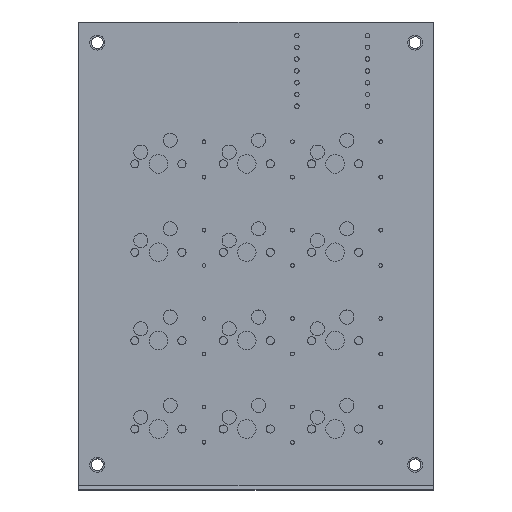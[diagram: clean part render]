
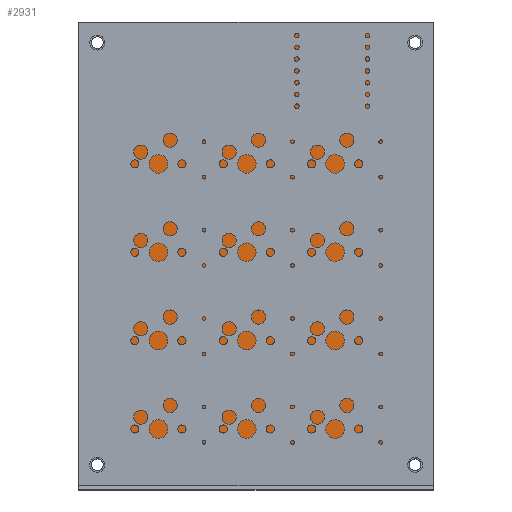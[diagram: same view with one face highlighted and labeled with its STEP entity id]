
A CAD part, top view. The second image highlights one B-rep face of the part: STEP entity #2931.
In plain terms, the highlighted planar face has unit normal (0, 0, 1).
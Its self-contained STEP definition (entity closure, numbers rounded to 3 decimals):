
#350=FACE_BOUND('',#1078,.T.);
#351=FACE_BOUND('',#1079,.T.);
#352=FACE_BOUND('',#1080,.T.);
#353=FACE_BOUND('',#1081,.T.);
#354=FACE_BOUND('',#1082,.T.);
#355=FACE_BOUND('',#1083,.T.);
#356=FACE_BOUND('',#1084,.T.);
#357=FACE_BOUND('',#1085,.T.);
#358=FACE_BOUND('',#1086,.T.);
#580=CIRCLE('',#3299,2.);
#581=CIRCLE('',#3301,2.);
#582=CIRCLE('',#3303,2.5);
#583=CIRCLE('',#3305,2.5);
#584=CIRCLE('',#3307,2.5);
#585=CIRCLE('',#3309,2.);
#586=CIRCLE('',#3311,2.5);
#587=CIRCLE('',#3313,2.);
#588=CIRCLE('',#3316,2.5);
#726=FACE_OUTER_BOUND('',#1077,.T.);
#1077=EDGE_LOOP('',(#2753,#2754,#2755,#2756));
#1078=EDGE_LOOP('',(#2757));
#1079=EDGE_LOOP('',(#2758));
#1080=EDGE_LOOP('',(#2759));
#1081=EDGE_LOOP('',(#2760));
#1082=EDGE_LOOP('',(#2761));
#1083=EDGE_LOOP('',(#2762));
#1084=EDGE_LOOP('',(#2763));
#1085=EDGE_LOOP('',(#2764));
#1086=EDGE_LOOP('',(#2765));
#1216=LINE('',#4889,#1364);
#1218=LINE('',#4893,#1366);
#1220=LINE('',#4897,#1368);
#1234=LINE('',#4976,#1382);
#1364=VECTOR('',#4091,10.);
#1366=VECTOR('',#4095,10.);
#1368=VECTOR('',#4099,10.);
#1382=VECTOR('',#4201,10.);
#1609=VERTEX_POINT('',#4883);
#1611=VERTEX_POINT('',#4887);
#1612=VERTEX_POINT('',#4892);
#1613=VERTEX_POINT('',#4896);
#1627=VERTEX_POINT('',#4944);
#1628=VERTEX_POINT('',#4948);
#1629=VERTEX_POINT('',#4952);
#1630=VERTEX_POINT('',#4956);
#1631=VERTEX_POINT('',#4960);
#1632=VERTEX_POINT('',#4964);
#1633=VERTEX_POINT('',#4968);
#1634=VERTEX_POINT('',#4972);
#1635=VERTEX_POINT('',#4978);
#1972=EDGE_CURVE('',#1609,#1611,#1216,.T.);
#1974=EDGE_CURVE('',#1612,#1609,#1218,.T.);
#1976=EDGE_CURVE('',#1613,#1612,#1220,.T.);
#1996=EDGE_CURVE('',#1627,#1627,#580,.T.);
#1998=EDGE_CURVE('',#1628,#1628,#581,.T.);
#1999=EDGE_CURVE('',#1629,#1629,#582,.T.);
#2001=EDGE_CURVE('',#1630,#1630,#583,.T.);
#2003=EDGE_CURVE('',#1631,#1631,#584,.T.);
#2006=EDGE_CURVE('',#1632,#1632,#585,.T.);
#2007=EDGE_CURVE('',#1633,#1633,#586,.T.);
#2010=EDGE_CURVE('',#1634,#1634,#587,.T.);
#2011=EDGE_CURVE('',#1611,#1613,#1234,.T.);
#2012=EDGE_CURVE('',#1635,#1635,#588,.T.);
#2753=ORIENTED_EDGE('',*,*,#1974,.T.);
#2754=ORIENTED_EDGE('',*,*,#1972,.T.);
#2755=ORIENTED_EDGE('',*,*,#2011,.T.);
#2756=ORIENTED_EDGE('',*,*,#1976,.T.);
#2757=ORIENTED_EDGE('',*,*,#2010,.T.);
#2758=ORIENTED_EDGE('',*,*,#2007,.T.);
#2759=ORIENTED_EDGE('',*,*,#2006,.T.);
#2760=ORIENTED_EDGE('',*,*,#2003,.T.);
#2761=ORIENTED_EDGE('',*,*,#2012,.T.);
#2762=ORIENTED_EDGE('',*,*,#2001,.T.);
#2763=ORIENTED_EDGE('',*,*,#1999,.T.);
#2764=ORIENTED_EDGE('',*,*,#1998,.T.);
#2765=ORIENTED_EDGE('',*,*,#1996,.T.);
#2793=PLANE('',#3315);
#2931=ADVANCED_FACE('',(#726,#350,#351,#352,#353,#354,#355,#356,#357,#358),
#2793,.F.);
#3299=AXIS2_PLACEMENT_3D('',#4946,#4162,#4163);
#3301=AXIS2_PLACEMENT_3D('',#4950,#4167,#4168);
#3303=AXIS2_PLACEMENT_3D('',#4953,#4171,#4172);
#3305=AXIS2_PLACEMENT_3D('',#4957,#4176,#4177);
#3307=AXIS2_PLACEMENT_3D('',#4961,#4181,#4182);
#3309=AXIS2_PLACEMENT_3D('',#4966,#4187,#4188);
#3311=AXIS2_PLACEMENT_3D('',#4969,#4191,#4192);
#3313=AXIS2_PLACEMENT_3D('',#4974,#4197,#4198);
#3315=AXIS2_PLACEMENT_3D('',#4977,#4202,#4203);
#3316=AXIS2_PLACEMENT_3D('',#4979,#4204,#4205);
#4091=DIRECTION('',(0.,1.,0.));
#4095=DIRECTION('',(1.,0.,0.));
#4099=DIRECTION('',(0.,-1.,0.));
#4162=DIRECTION('center_axis',(0.,0.,
-1.));
#4163=DIRECTION('ref_axis',(1.,0.,0.));
#4167=DIRECTION('center_axis',(0.,0.,
-1.));
#4168=DIRECTION('ref_axis',(1.,0.,0.));
#4171=DIRECTION('center_axis',(0.,0.,
-1.));
#4172=DIRECTION('ref_axis',(0.,1.,0.));
#4176=DIRECTION('center_axis',(0.,0.,
-1.));
#4177=DIRECTION('ref_axis',(0.,1.,0.));
#4181=DIRECTION('center_axis',(0.,0.,
-1.));
#4182=DIRECTION('ref_axis',(0.,1.,0.));
#4187=DIRECTION('center_axis',(0.,0.,
-1.));
#4188=DIRECTION('ref_axis',(1.,0.,0.));
#4191=DIRECTION('center_axis',(0.,0.,
-1.));
#4192=DIRECTION('ref_axis',(0.,1.,0.));
#4197=DIRECTION('center_axis',(0.,0.,
-1.));
#4198=DIRECTION('ref_axis',(1.,0.,0.));
#4201=DIRECTION('',(-1.,0.,0.));
#4202=DIRECTION('center_axis',(0.,0.,
-1.));
#4203=DIRECTION('ref_axis',(0.,-1.,0.));
#4204=DIRECTION('center_axis',(0.,0.,
-1.));
#4205=DIRECTION('ref_axis',(0.,1.,0.));
#4883=CARTESIAN_POINT('',(149.438,-127.849,-0.272));
#4887=CARTESIAN_POINT('',(149.438,-27.849,-0.272));
#4889=CARTESIAN_POINT('',(149.438,-77.849,-0.272));
#4892=CARTESIAN_POINT('',(73.,-127.849,-0.272));
#4893=CARTESIAN_POINT('',(111.219,-127.849,-0.272));
#4896=CARTESIAN_POINT('',(73.,-27.849,-0.272));
#4897=CARTESIAN_POINT('',(73.,-77.849,-0.272));
#4944=CARTESIAN_POINT('',(143.5,-32.287,-0.272));
#4946=CARTESIAN_POINT('Origin',(145.5,-32.287,-0.272));
#4948=CARTESIAN_POINT('',(75.,-123.287,-0.272));
#4950=CARTESIAN_POINT('Origin',(77.,-123.287,-0.272));
#4952=CARTESIAN_POINT('',(127.,-40.787,-0.272));
#4953=CARTESIAN_POINT('Origin',(127.,-38.287,-0.272));
#4956=CARTESIAN_POINT('',(97.,-106.787,-0.272));
#4957=CARTESIAN_POINT('Origin',(97.,-104.287,-0.272));
#4960=CARTESIAN_POINT('',(97.,-87.787,-0.272));
#4961=CARTESIAN_POINT('Origin',(97.,-85.287,-0.272));
#4964=CARTESIAN_POINT('',(143.5,-123.287,-0.272));
#4966=CARTESIAN_POINT('Origin',(145.5,-123.287,-0.272));
#4968=CARTESIAN_POINT('',(116.,-87.787,-0.272));
#4969=CARTESIAN_POINT('Origin',(116.,-85.287,-0.272));
#4972=CARTESIAN_POINT('',(75.,-32.287,-0.272));
#4974=CARTESIAN_POINT('Origin',(77.,-32.287,-0.272));
#4976=CARTESIAN_POINT('',(111.219,-27.849,-0.272));
#4977=CARTESIAN_POINT('Origin',(111.219,-77.849,-0.272));
#4978=CARTESIAN_POINT('',(116.,-106.787,-0.272));
#4979=CARTESIAN_POINT('Origin',(116.,-104.287,-0.272));
